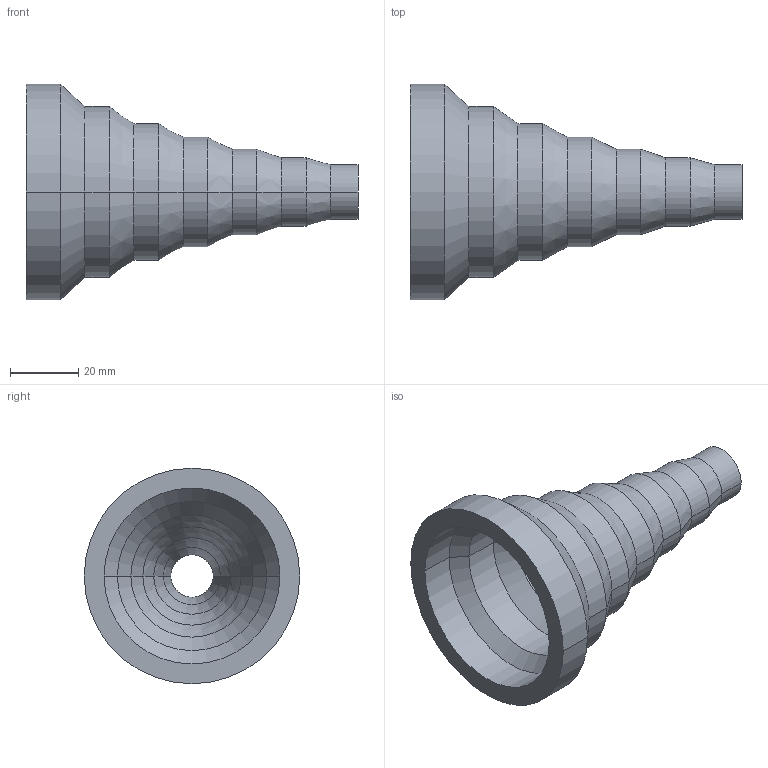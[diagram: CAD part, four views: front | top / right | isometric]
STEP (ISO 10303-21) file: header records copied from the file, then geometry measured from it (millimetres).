
FILE_DESCRIPTION( ( '' ), '1' );
FILE_NAME( 'AGRU_25007631611_PE_100_schwarz_Reduktion_konzentrisch_63_16__SDR11__ISO_S-5_05.stp', '2018-01-02T14:10:08', ( '' ), ( '' ), ' ', ' ', ' ' );
FILE_SCHEMA( ( 'automotive_design' ) );
Length unit declared in the file: millimetre
Products named in the file (1): 1
Bounding box: 97 x 63 x 63 mm (x, y, z)
Volume: 31910.8 mm3; surface area: 22604.3 mm2
Topology: 1 solids, 1 shells, 54 faces, 108 edges, 56 vertices
Faces by surface type: cylinder 28, cone 24, plane 2
Entity records: 2644 total; most frequent: DIRECTION 274, STYLED_ITEM 219, PRESENTATION_STYLE_ASSIGNMENT 219, CARTESIAN_POINT 219, COLOUR_RGB 219, ORIENTED_EDGE 216, AXIS2_PLACEMENT_3D 111, EDGE_CURVE 108
